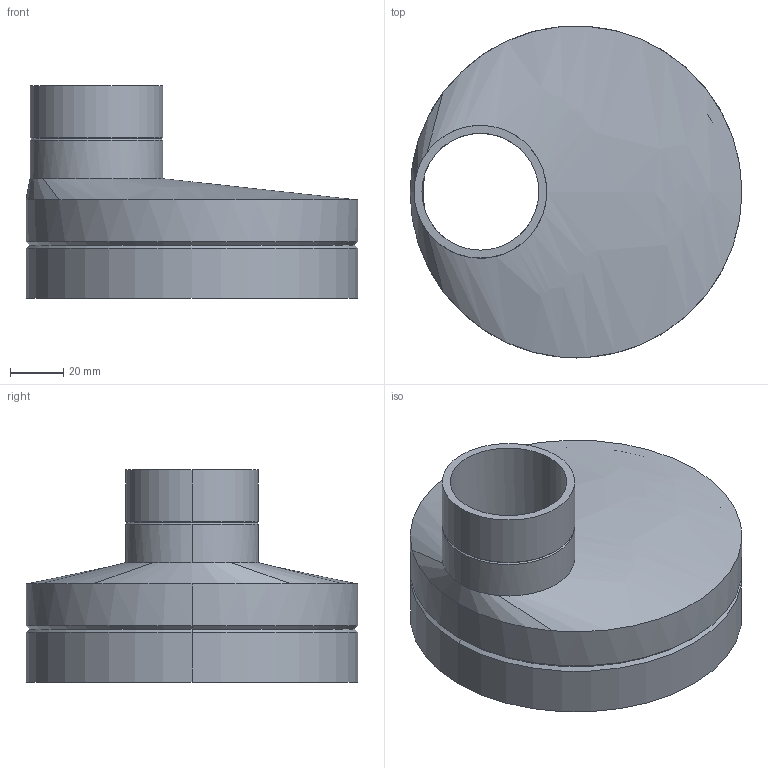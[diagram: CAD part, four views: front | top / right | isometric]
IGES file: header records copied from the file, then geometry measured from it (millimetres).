
Global section: file name: No Iges File Name specified; native system: Autodesk Inventor 2012; preprocessor: AutoDesk Inventor Iges Exporter R2012; author: ml; date: 20130320.234112; units: millimetre
Bounding box: 125 x 125 x 80 mm (x, y, z)
Volume: 91846 mm3; surface area: 61248.5 mm2
Topology: 1 solids, 1 shells, 26 faces, 64 edges, 40 vertices
Faces by surface type: cylinder 8, cone 8, bspline 4, revolution 4, plane 2
